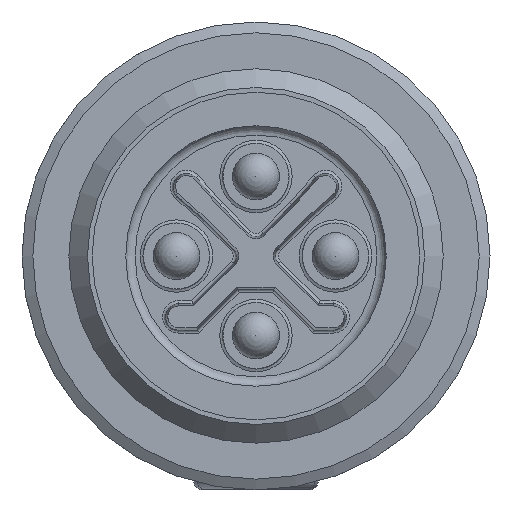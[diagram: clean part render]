
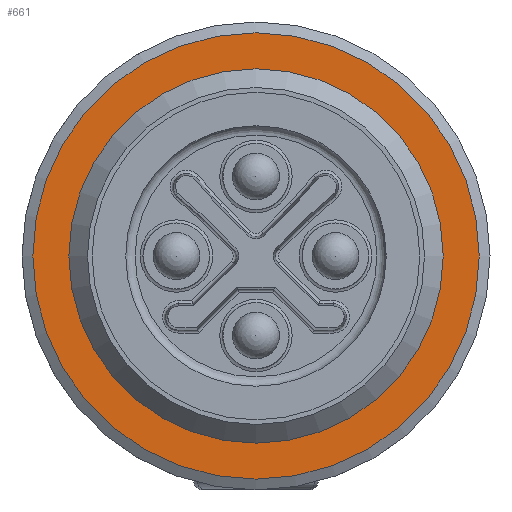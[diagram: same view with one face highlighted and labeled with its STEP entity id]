
A CAD part, left-side view. The second image highlights one B-rep face of the part: STEP entity #661.
In plain terms, the highlighted planar face has unit normal (-1, 0, 0).
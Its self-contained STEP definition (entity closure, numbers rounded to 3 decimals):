
#244=PLANE('',#6726);
#370=FACE_BOUND('',#1609,.T.);
#371=FACE_BOUND('',#1610,.T.);
#661=ADVANCED_FACE('',(#370,#371),#244,.F.);
#1609=EDGE_LOOP('',(#2711));
#1610=EDGE_LOOP('',(#2712));
#2711=ORIENTED_EDGE('',*,*,#4813,.F.);
#2712=ORIENTED_EDGE('',*,*,#4812,.T.);
#4126=VERTEX_POINT('',#12369);
#4127=VERTEX_POINT('',#12372);
#4812=EDGE_CURVE('',#4126,#4126,#6196,.T.);
#4813=EDGE_CURVE('',#4127,#4127,#6197,.T.);
#6196=CIRCLE('',#6723,7.154);
#6197=CIRCLE('',#6725,6.);
#6723=AXIS2_PLACEMENT_3D('',#12368,#7882,#7883);
#6725=AXIS2_PLACEMENT_3D('',#12371,#7886,#7887);
#6726=AXIS2_PLACEMENT_3D('',#12373,#7888,#7889);
#7882=DIRECTION('',(-1.,0.,0.));
#7883=DIRECTION('',(0.,-0.5,0.866));
#7886=DIRECTION('',(-1.,0.,0.));
#7887=DIRECTION('',(0.,-0.5,0.866));
#7888=DIRECTION('',(1.,0.,0.));
#7889=DIRECTION('',(0.,0.5,-0.866));
#12368=CARTESIAN_POINT('',(42.5,49.999,0.001));
#12369=CARTESIAN_POINT('',(42.5,46.422,6.196));
#12371=CARTESIAN_POINT('',(42.5,49.999,0.001));
#12372=CARTESIAN_POINT('',(42.5,46.999,5.197));
#12373=CARTESIAN_POINT('',(42.5,56.194,3.578));
